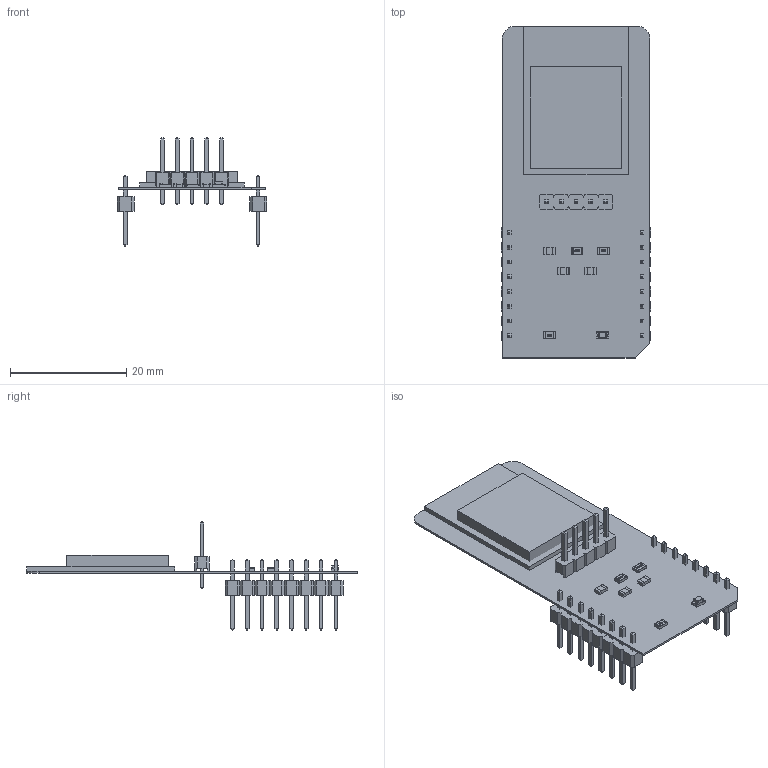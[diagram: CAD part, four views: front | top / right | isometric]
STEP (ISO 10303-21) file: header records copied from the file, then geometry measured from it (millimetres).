
FILE_DESCRIPTION(('Open CASCADE Model'),'2;1');
FILE_NAME('Open CASCADE Shape Model','2019-02-12T12:16:49',('Author'),( 'Open CASCADE'),'Open CASCADE STEP processor 6.8','Open CASCADE 6.8' ,'Unknown');
FILE_SCHEMA(('AUTOMOTIVE_DESIGN { 1 0 10303 214 1 1 1 1 }'));
Length unit declared in the file: millimetre
Products named in the file (34): PCB; Board; J1; HM1x5; 6130xx11121_PIN; 61300511121; LD1; led_0805_green; R2; User_Library-R_0805; R1; MOD1; 930044568; Extruded; 930044704; MBD1; 1047128896; User_Library-PinHeaderX3_PinHeader_Body_1; User_Library-PinHeaderX3_PinHeader_Pins_1; 1047128768; 1047128640; User_Library-PinHeaderX5-1_PinHeaderX5_Pins_1; User_Library-PinHeaderX5-1_PinHeaderX5_Body_1; 1047128512; C3; User_Library-SMD_CAPACITOR0805; C2; C1; R3
Assembly tree (41 placements, depth 4):
  PCB
    Board
    J1
      HM1x5
        6130xx11121_PIN  x5
        61300511121
    LD1
      led_0805_green
    R2
      User_Library-R_0805
    R1
      User_Library-R_0805
    MOD1
      930044568
        Extruded
      930044704
        Extruded
    MBD1
      1047128896
        User_Library-PinHeaderX3_PinHeader_Body_1
        User_Library-PinHeaderX3_PinHeader_Pins_1
      1047128768
        User_Library-PinHeaderX3_PinHeader_Body_1
        User_Library-PinHeaderX3_PinHeader_Pins_1
      1047128640
        User_Library-PinHeaderX5-1_PinHeaderX5_Pins_1
        User_Library-PinHeaderX5-1_PinHeaderX5_Body_1
      1047128512
        User_Library-PinHeaderX5-1_PinHeaderX5_Pins_1
        User_Library-PinHeaderX5-1_PinHeaderX5_Body_1
    C3
      User_Library-SMD_CAPACITOR0805
    C2
      User_Library-SMD_CAPACITOR0805
    C1
      User_Library-SMD_CAPACITOR0805
    R3
      User_Library-R_0805
Bounding box: 25.79 x 57.15 x 18.65 mm (x, y, z)
Volume: 2106 mm3; surface area: 6136.6 mm2
Topology: 33 solids, 33 shells, 990 faces, 2452 edges, 1532 vertices
Faces by surface type: plane 775, bspline 126, cylinder 61, sphere 28
Entity records: 26746 total; most frequent: CARTESIAN_POINT 6074, ORIENTED_EDGE 3316, DIRECTION 2956, EDGE_CURVE 1658, LINE 1512, VECTOR 1512, VERTEX_POINT 1048, AXIS2_PLACEMENT_3D 722
